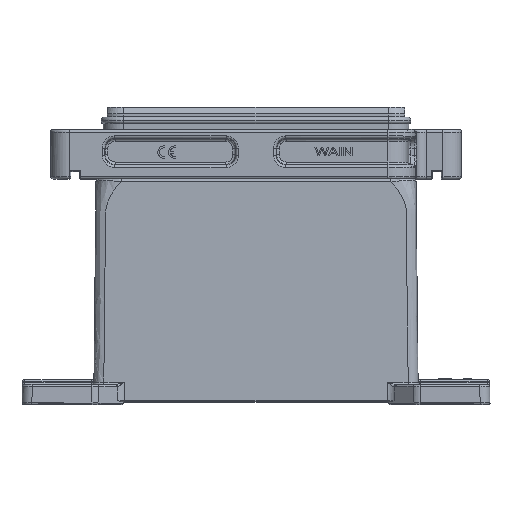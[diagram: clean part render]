
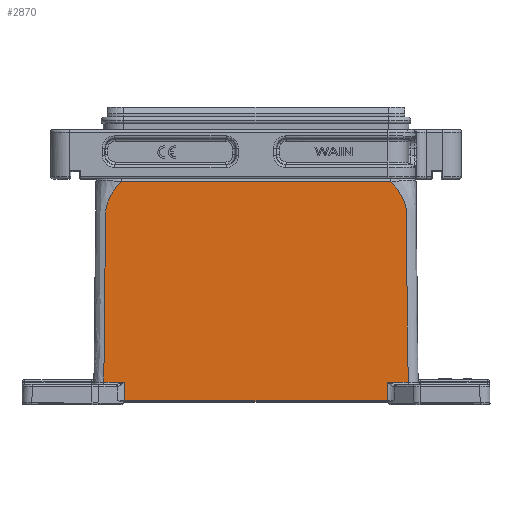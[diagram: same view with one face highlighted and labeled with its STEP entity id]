
A CAD part, top view. The second image highlights one B-rep face of the part: STEP entity #2870.
In plain terms, the highlighted planar face has unit normal (0, 0.011, 1).
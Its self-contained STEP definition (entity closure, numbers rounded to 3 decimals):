
#2870=ADVANCED_FACE('NONE',(#4832),#3835,.T.);
#3835=PLANE('',#24905);
#4832=FACE_OUTER_BOUND('',#6282,.T.);
#6282=EDGE_LOOP('',(#14014,#14015,#14016,#14017,#14018,#14019,#14020,#14021));
#7913=LINE('',#43270,#9439);
#7914=LINE('',#43314,#9440);
#7915=LINE('',#43316,#9441);
#7916=LINE('',#43318,#9442);
#7917=LINE('',#43320,#9443);
#7918=LINE('',#43322,#9444);
#9439=VECTOR('',#28854,1.);
#9440=VECTOR('',#28855,1.);
#9441=VECTOR('',#28856,1.);
#9442=VECTOR('',#28857,1.);
#9443=VECTOR('',#28858,1.);
#9444=VECTOR('',#28859,1.);
#14014=ORIENTED_EDGE('',*,*,#21317,.T.);
#14015=ORIENTED_EDGE('',*,*,#21318,.T.);
#14016=ORIENTED_EDGE('',*,*,#21319,.T.);
#14017=ORIENTED_EDGE('',*,*,#21320,.T.);
#14018=ORIENTED_EDGE('',*,*,#21321,.T.);
#14019=ORIENTED_EDGE('',*,*,#21322,.T.);
#14020=ORIENTED_EDGE('',*,*,#21323,.T.);
#14021=ORIENTED_EDGE('',*,*,#21324,.T.);
#18380=VERTEX_POINT('',#43268);
#18381=VERTEX_POINT('',#43269);
#18382=VERTEX_POINT('',#43271);
#18383=VERTEX_POINT('',#43313);
#18384=VERTEX_POINT('',#43315);
#18385=VERTEX_POINT('',#43317);
#18386=VERTEX_POINT('',#43319);
#18387=VERTEX_POINT('',#43321);
#21317=EDGE_CURVE('NONE',#18380,#18381,#23393,.T.);
#21318=EDGE_CURVE('NONE',#18381,#18382,#7913,.T.);
#21319=EDGE_CURVE('NONE',#18382,#18383,#23394,.T.);
#21320=EDGE_CURVE('NONE',#18383,#18384,#7914,.T.);
#21321=EDGE_CURVE('NONE',#18384,#18385,#7915,.T.);
#21322=EDGE_CURVE('NONE',#18385,#18386,#7916,.T.);
#21323=EDGE_CURVE('NONE',#18386,#18387,#7917,.T.);
#21324=EDGE_CURVE('NONE',#18387,#18380,#7918,.T.);
#23393=B_SPLINE_CURVE_WITH_KNOTS('',3,(#43224,#43225,#43226,#43227,#43228,
#43229,#43230,#43231,#43232,#43233,#43234,#43235,#43236,#43237,#43238,#43239,
#43240,#43241,#43242,#43243,#43244,#43245,#43246,#43247,#43248,#43249,#43250,
#43251,#43252,#43253,#43254,#43255,#43256,#43257,#43258,#43259,#43260,#43261,
#43262,#43263,#43264,#43265,#43266,#43267),.UNSPECIFIED.,.F.,.F.,(4,2,1,
1,1,1,1,1,2,2,1,1,1,1,1,2,2,2,2,2,2,2,2,1,2,2,2,4),(0.,0.5,
0.625,0.687,0.719,0.734,
0.742,0.746,0.748,0.75,0.781,
0.797,0.805,0.809,0.811,
0.812,0.812,0.816,0.82,
0.828,0.844,0.859,0.875,
0.906,0.922,0.937,0.969,
1.),.UNSPECIFIED.);
#23394=B_SPLINE_CURVE_WITH_KNOTS('',3,(#43272,#43273,#43274,#43275,#43276,
#43277,#43278,#43279,#43280,#43281,#43282,#43283,#43284,#43285,#43286,#43287,
#43288,#43289,#43290,#43291,#43292,#43293,#43294,#43295,#43296,#43297,#43298,
#43299,#43300,#43301,#43302,#43303,#43304,#43305,#43306,#43307,#43308,#43309,
#43310,#43311,#43312),.UNSPECIFIED.,.F.,.F.,(4,1,1,1,2,2,1,2,2,1,1,1,2,
2,1,1,1,1,1,2,2,1,1,1,1,1,2,2,4),(0.,0.062,0.094,
0.109,0.117,0.125,0.141,
0.148,0.156,0.172,0.18,
0.184,0.186,0.187,0.219,
0.234,0.242,0.246,0.248,
0.249,0.25,0.375,0.437,
0.469,0.484,0.492,0.496,
0.5,1.),.UNSPECIFIED.);
#24905=AXIS2_PLACEMENT_3D('',#43323,#28860,#28861);
#28854=DIRECTION('',(-1.,0.,0.));
#28855=DIRECTION('',(1.,0.,0.));
#28856=DIRECTION('',(0.014,-1.,0.01));
#28857=DIRECTION('',(1.,0.,0.));
#28858=DIRECTION('',(0.014,1.,-0.01));
#28859=DIRECTION('',(1.,0.,0.));
#28860=DIRECTION('',(0.,0.01,1.));
#28861=DIRECTION('',(0.,-1.,0.01));
#43224=CARTESIAN_POINT('',(61.459,7.99,29.859));
#43225=CARTESIAN_POINT('',(61.314,21.789,29.714));
#43226=CARTESIAN_POINT('',(61.17,35.589,29.57));
#43227=CARTESIAN_POINT('',(60.989,52.838,29.389));
#43228=CARTESIAN_POINT('',(60.935,58.013,29.335));
#43229=CARTESIAN_POINT('',(60.872,64.05,29.272));
#43230=CARTESIAN_POINT('',(60.84,67.069,29.24));
#43231=CARTESIAN_POINT('',(60.825,68.578,29.224));
#43232=CARTESIAN_POINT('',(60.817,69.333,29.216));
#43233=CARTESIAN_POINT('',(60.813,69.71,29.212));
#43234=CARTESIAN_POINT('',(60.811,69.872,29.211));
#43235=CARTESIAN_POINT('',(60.81,69.98,29.21));
#43236=CARTESIAN_POINT('',(60.81,69.993,29.21));
#43237=CARTESIAN_POINT('',(60.793,71.601,29.193));
#43238=CARTESIAN_POINT('',(60.774,73.383,29.174));
#43239=CARTESIAN_POINT('',(60.762,74.608,29.161));
#43240=CARTESIAN_POINT('',(60.758,75.006,29.157));
#43241=CARTESIAN_POINT('',(60.757,75.152,29.155));
#43242=CARTESIAN_POINT('',(60.756,75.211,29.155));
#43243=CARTESIAN_POINT('',(60.756,75.234,29.155));
#43244=CARTESIAN_POINT('',(60.756,75.249,29.154));
#43245=CARTESIAN_POINT('',(60.756,75.224,29.155));
#43246=CARTESIAN_POINT('',(60.754,75.414,29.153));
#43247=CARTESIAN_POINT('',(60.753,75.544,29.151));
#43248=CARTESIAN_POINT('',(60.75,75.76,29.149));
#43249=CARTESIAN_POINT('',(60.75,75.791,29.149));
#43250=CARTESIAN_POINT('',(60.743,76.144,29.145));
#43251=CARTESIAN_POINT('',(60.736,76.342,29.143));
#43252=CARTESIAN_POINT('',(60.698,76.981,29.136));
#43253=CARTESIAN_POINT('',(60.651,77.422,29.132));
#43254=CARTESIAN_POINT('',(60.524,78.261,29.123));
#43255=CARTESIAN_POINT('',(60.442,78.68,29.119));
#43256=CARTESIAN_POINT('',(60.241,79.518,29.11));
#43257=CARTESIAN_POINT('',(60.111,79.969,29.105));
#43258=CARTESIAN_POINT('',(59.731,81.127,29.093));
#43259=CARTESIAN_POINT('',(59.255,82.285,29.081));
#43260=CARTESIAN_POINT('',(58.636,83.441,29.069));
#43261=CARTESIAN_POINT('',(58.191,84.212,29.061));
#43262=CARTESIAN_POINT('',(57.929,84.635,29.056));
#43263=CARTESIAN_POINT('',(57.241,85.678,29.045));
#43264=CARTESIAN_POINT('',(56.708,86.401,29.038));
#43265=CARTESIAN_POINT('',(55.629,87.734,29.024));
#43266=CARTESIAN_POINT('',(55.059,88.382,29.017));
#43267=CARTESIAN_POINT('',(54.46,89.01,29.01));
#43268=CARTESIAN_POINT('',(61.459,7.99,29.859));
#43269=CARTESIAN_POINT('',(54.46,89.01,29.01));
#43270=CARTESIAN_POINT('',(-68.294,89.01,29.01));
#43271=CARTESIAN_POINT('',(-54.461,89.011,29.01));
#43272=CARTESIAN_POINT('',(-54.461,89.011,29.01));
#43273=CARTESIAN_POINT('',(-55.827,87.57,29.025));
#43274=CARTESIAN_POINT('',(-57.542,85.408,29.048));
#43275=CARTESIAN_POINT('',(-58.958,82.883,29.075));
#43276=CARTESIAN_POINT('',(-59.52,81.619,29.088));
#43277=CARTESIAN_POINT('',(-59.73,81.078,29.093));
#43278=CARTESIAN_POINT('',(-59.862,80.717,29.097));
#43279=CARTESIAN_POINT('',(-59.916,80.564,29.099));
#43280=CARTESIAN_POINT('',(-60.122,79.938,29.105));
#43281=CARTESIAN_POINT('',(-60.3,79.31,29.112));
#43282=CARTESIAN_POINT('',(-60.437,78.681,29.119));
#43283=CARTESIAN_POINT('',(-60.519,78.262,29.123));
#43284=CARTESIAN_POINT('',(-60.562,78.012,29.126));
#43285=CARTESIAN_POINT('',(-60.639,77.502,29.131));
#43286=CARTESIAN_POINT('',(-60.698,76.925,29.137));
#43287=CARTESIAN_POINT('',(-60.737,76.133,29.145));
#43288=CARTESIAN_POINT('',(-60.749,75.707,29.15));
#43289=CARTESIAN_POINT('',(-60.752,75.519,29.152));
#43290=CARTESIAN_POINT('',(-60.754,75.391,29.153));
#43291=CARTESIAN_POINT('',(-60.755,75.272,29.154));
#43292=CARTESIAN_POINT('',(-60.757,75.104,29.156));
#43293=CARTESIAN_POINT('',(-60.765,74.338,29.164));
#43294=CARTESIAN_POINT('',(-60.783,72.521,29.183));
#43295=CARTESIAN_POINT('',(-60.795,71.381,29.195));
#43296=CARTESIAN_POINT('',(-60.802,70.754,29.202));
#43297=CARTESIAN_POINT('',(-60.805,70.425,29.205));
#43298=CARTESIAN_POINT('',(-60.807,70.281,29.206));
#43299=CARTESIAN_POINT('',(-60.808,70.185,29.208));
#43300=CARTESIAN_POINT('',(-60.809,70.088,29.209));
#43301=CARTESIAN_POINT('',(-60.81,69.948,29.21));
#43302=CARTESIAN_POINT('',(-60.838,67.256,29.238));
#43303=CARTESIAN_POINT('',(-60.917,59.77,29.317));
#43304=CARTESIAN_POINT('',(-60.967,54.941,29.367));
#43305=CARTESIAN_POINT('',(-60.995,52.255,29.395));
#43306=CARTESIAN_POINT('',(-61.01,50.844,29.41));
#43307=CARTESIAN_POINT('',(-61.017,50.225,29.417));
#43308=CARTESIAN_POINT('',(-61.021,49.809,29.421));
#43309=CARTESIAN_POINT('',(-61.024,49.563,29.423));
#43310=CARTESIAN_POINT('',(-61.26,26.993,29.66));
#43311=CARTESIAN_POINT('',(-61.405,13.193,29.804));
#43312=CARTESIAN_POINT('',(-61.459,7.99,29.859));
#43313=CARTESIAN_POINT('',(-61.459,7.99,29.859));
#43314=CARTESIAN_POINT('',(-68.294,7.99,29.859));
#43315=CARTESIAN_POINT('',(-53.024,7.99,29.859));
#43316=CARTESIAN_POINT('',(-53.024,7.99,29.859));
#43317=CARTESIAN_POINT('',(-52.917,0.505,29.937));
#43318=CARTESIAN_POINT('',(-68.294,0.505,29.937));
#43319=CARTESIAN_POINT('',(52.917,0.505,29.937));
#43320=CARTESIAN_POINT('',(52.917,0.505,29.937));
#43321=CARTESIAN_POINT('',(53.024,7.99,29.859));
#43322=CARTESIAN_POINT('',(-68.294,7.99,29.859));
#43323=CARTESIAN_POINT('',(-68.294,90.,29.));
